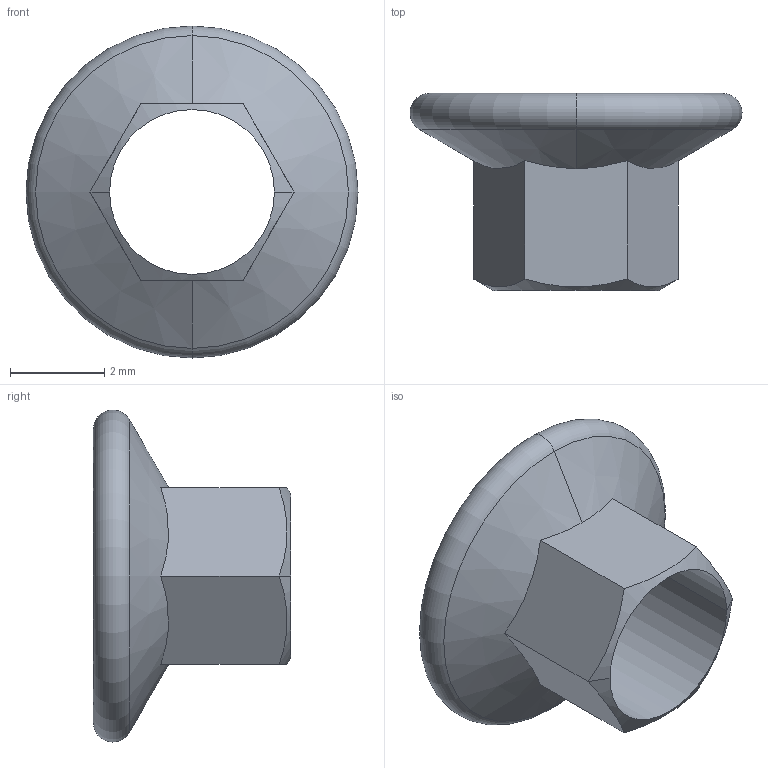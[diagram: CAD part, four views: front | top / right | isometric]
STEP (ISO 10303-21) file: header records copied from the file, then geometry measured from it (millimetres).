
FILE_DESCRIPTION((''),'2;1');
FILE_NAME('000862_138_60','2020-02-24T',('presta_be4'),(''),'CREO PARAMETRIC BY PTC INC, 2018360','CREO PARAMETRIC BY PTC INC, 2018360','');
FILE_SCHEMA(('CONFIG_CONTROL_DESIGN'));
Length unit declared in the file: millimetre
Products named in the file (1): 000862_138_60
Bounding box: 7.06 x 4.19 x 7.06 mm (x, y, z)
Volume: 36.9 mm3; surface area: 152.5 mm2
Topology: 1 solids, 1 shells, 18 faces, 42 edges, 26 vertices
Faces by surface type: plane 8, cone 4, cylinder 4, torus 2
Entity records: 650 total; most frequent: CARTESIAN_POINT 210, ORIENTED_EDGE 84, DIRECTION 78, EDGE_CURVE 42, AXIS2_PLACEMENT_3D 32, VERTEX_POINT 26, EDGE_LOOP 20, FACE_OUTER_BOUND 18
